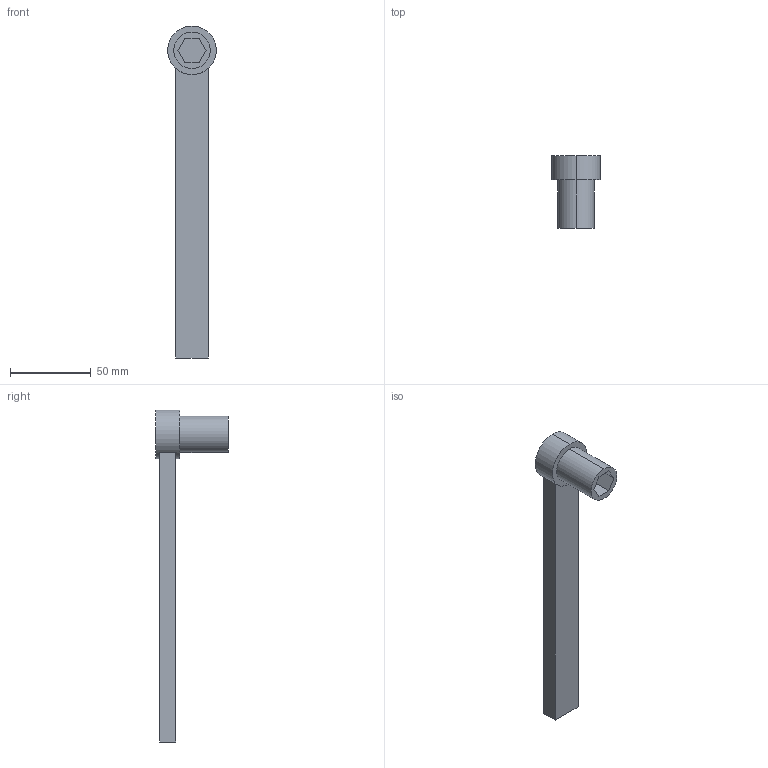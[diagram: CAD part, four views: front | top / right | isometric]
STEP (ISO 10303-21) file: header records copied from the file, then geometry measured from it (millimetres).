
FILE_DESCRIPTION(('produced by SPATIAL CORP'),'2;1');
FILE_NAME( 'socket_wrench_with_15mm_socket.hh.sat.stp','2002-04-12T11:56:16+00:00',('SPATIAL CORP'),('SPATIAL CORP'), 'ACIS STEP Husk','http://www.spatial.com','SPATIAL CORP');
FILE_SCHEMA(('CONFIG_CONTROL_DESIGN'));
Length unit declared in the file: millimetre
Products named in the file (1): PRODUCT_ID_1
Bounding box: 30 x 45 x 205 mm (x, y, z)
Volume: 55432.9 mm3; surface area: 16177 mm2
Topology: 1 solids, 1 shells, 19 faces, 45 edges, 30 vertices
Faces by surface type: plane 15, cylinder 4
Entity records: 596 total; most frequent: ORIENTED_EDGE 90, CARTESIAN_POINT 86, DIRECTION 79, EDGE_CURVE 45, VECTOR 33, LINE 33, VERTEX_POINT 30, AXIS2_PLACEMENT_3D 23
